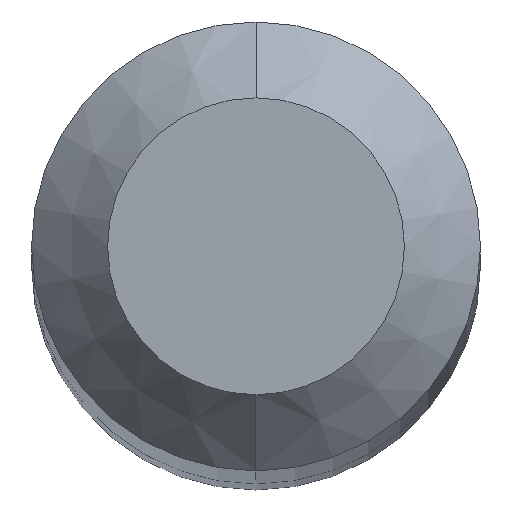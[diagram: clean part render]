
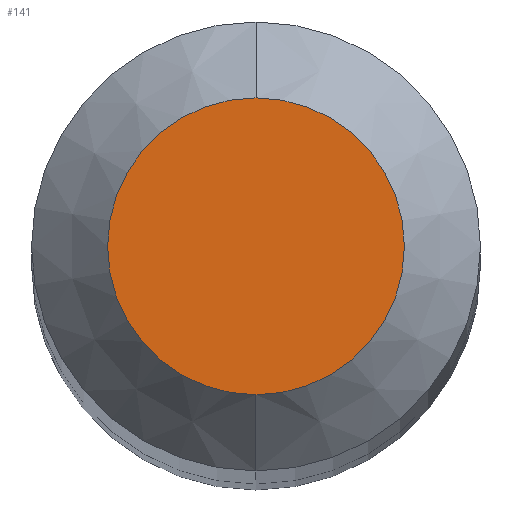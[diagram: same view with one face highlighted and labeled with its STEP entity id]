
A CAD part, top view. The second image highlights one B-rep face of the part: STEP entity #141.
In plain terms, the highlighted planar face has unit normal (0, 0, 1).
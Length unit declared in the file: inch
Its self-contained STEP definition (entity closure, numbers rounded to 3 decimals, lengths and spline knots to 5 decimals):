
#10 = FACE_OUTER_BOUND ( 'NONE', #340, .T. ) ;
#16 = ORIENTED_EDGE ( 'NONE', *, *, #87, .T. ) ;
#29 = AXIS2_PLACEMENT_3D ( 'NONE', #134, #330, #231 ) ;
#76 = ORIENTED_EDGE ( 'NONE', *, *, #343, .T. ) ;
#79 = CARTESIAN_POINT ( 'NONE',  ( 0., 0., 0. ) ) ;
#87 = EDGE_CURVE ( 'NONE', #394, #361, #226, .T. ) ;
#134 = CARTESIAN_POINT ( 'NONE',  ( 0., 0.03905, 0. ) ) ;
#141 = ADVANCED_FACE ( 'NONE', ( #10 ), #228, .F. ) ;
#148 = DIRECTION ( 'NONE',  ( 0., -1., 0. ) ) ;
#176 = CIRCLE ( 'NONE', #295, 0.03905 ) ;
#211 = DIRECTION ( 'NONE',  ( 0., 0., 1. ) ) ;
#214 = CARTESIAN_POINT ( 'NONE',  ( 0., 0.03905, 0. ) ) ;
#226 = CIRCLE ( 'NONE', #360, 0.03905 ) ;
#228 = PLANE ( 'NONE',  #29 ) ;
#231 = DIRECTION ( 'NONE',  ( 0., 1., 0. ) ) ;
#275 = DIRECTION ( 'NONE',  ( 0., 0., 1. ) ) ;
#276 = CARTESIAN_POINT ( 'NONE',  ( 0., 0., 0. ) ) ;
#295 = AXIS2_PLACEMENT_3D ( 'NONE', #276, #275, #148 ) ;
#312 = CARTESIAN_POINT ( 'NONE',  ( 0., -0.03905, 0. ) ) ;
#330 = DIRECTION ( 'NONE',  ( 0., 0., -1. ) ) ;
#340 = EDGE_LOOP ( 'NONE', ( #76, #16 ) ) ;
#341 = DIRECTION ( 'NONE',  ( 0., -1., 0. ) ) ;
#343 = EDGE_CURVE ( 'NONE', #361, #394, #176, .T. ) ;
#360 = AXIS2_PLACEMENT_3D ( 'NONE', #79, #211, #341 ) ;
#361 = VERTEX_POINT ( 'NONE', #214 ) ;
#394 = VERTEX_POINT ( 'NONE', #312 ) ;
